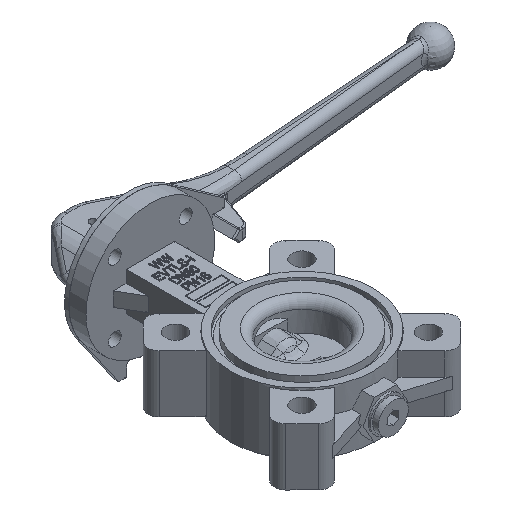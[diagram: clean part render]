
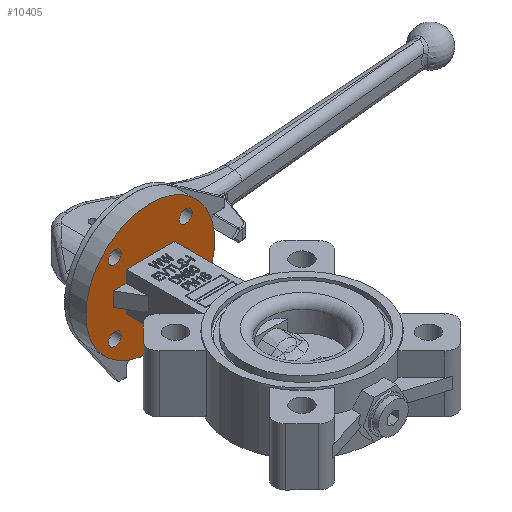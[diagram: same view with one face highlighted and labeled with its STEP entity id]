
A CAD part, isometric view. The second image highlights one B-rep face of the part: STEP entity #10405.
In plain terms, the highlighted planar face has unit normal (0, -1, 0).
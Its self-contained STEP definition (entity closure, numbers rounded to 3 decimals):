
#130=FACE_BOUND('',#1836,.T.);
#131=FACE_BOUND('',#1837,.T.);
#132=FACE_BOUND('',#1838,.T.);
#133=FACE_BOUND('',#1839,.T.);
#134=FACE_BOUND('',#1840,.T.);
#328=PLANE('',#11301);
#1205=FACE_OUTER_BOUND('',#1835,.T.);
#1835=EDGE_LOOP('',(#8374));
#1836=EDGE_LOOP('',(#8375,#8376,#8377,#8378,#8379,#8380,#8381,#8382,#8383,
#8384,#8385,#8386));
#1837=EDGE_LOOP('',(#8387));
#1838=EDGE_LOOP('',(#8388));
#1839=EDGE_LOOP('',(#8389));
#1840=EDGE_LOOP('',(#8390));
#2509=LINE('',#18679,#3410);
#2673=LINE('',#19840,#3574);
#2674=LINE('',#19842,#3575);
#2675=LINE('',#19844,#3576);
#2676=LINE('',#19846,#3577);
#2677=LINE('',#19848,#3578);
#2678=LINE('',#19850,#3579);
#2679=LINE('',#19852,#3580);
#2680=LINE('',#19854,#3581);
#2681=LINE('',#19856,#3582);
#2682=LINE('',#19857,#3583);
#2683=LINE('',#19858,#3584);
#3410=VECTOR('',#12904,1000.);
#3574=VECTOR('',#13106,1000.);
#3575=VECTOR('',#13107,1000.);
#3576=VECTOR('',#13108,1000.);
#3577=VECTOR('',#13109,1000.);
#3578=VECTOR('',#13110,1000.);
#3579=VECTOR('',#13111,1000.);
#3580=VECTOR('',#13112,1000.);
#3581=VECTOR('',#13113,1000.);
#3582=VECTOR('',#13114,1000.);
#3583=VECTOR('',#13115,1000.);
#3584=VECTOR('',#13116,1000.);
#4269=CIRCLE('',#11194,4.5);
#4271=CIRCLE('',#11197,4.5);
#4273=CIRCLE('',#11200,4.5);
#4275=CIRCLE('',#11203,4.5);
#4278=CIRCLE('',#11207,45.);
#4774=VERTEX_POINT('',#18395);
#4776=VERTEX_POINT('',#18401);
#4778=VERTEX_POINT('',#18407);
#4780=VERTEX_POINT('',#18413);
#4783=VERTEX_POINT('',#18421);
#4866=VERTEX_POINT('',#18676);
#4867=VERTEX_POINT('',#18678);
#5081=VERTEX_POINT('',#19838);
#5082=VERTEX_POINT('',#19839);
#5083=VERTEX_POINT('',#19841);
#5084=VERTEX_POINT('',#19843);
#5085=VERTEX_POINT('',#19845);
#5086=VERTEX_POINT('',#19847);
#5087=VERTEX_POINT('',#19849);
#5088=VERTEX_POINT('',#19851);
#5089=VERTEX_POINT('',#19853);
#5090=VERTEX_POINT('',#19855);
#5960=EDGE_CURVE('',#4774,#4774,#4269,.T.);
#5963=EDGE_CURVE('',#4776,#4776,#4271,.T.);
#5966=EDGE_CURVE('',#4778,#4778,#4273,.T.);
#5969=EDGE_CURVE('',#4780,#4780,#4275,.T.);
#5974=EDGE_CURVE('',#4783,#4783,#4278,.T.);
#6082=EDGE_CURVE('',#4866,#4867,#2509,.T.);
#6309=EDGE_CURVE('',#5081,#5082,#2673,.T.);
#6310=EDGE_CURVE('',#5081,#5083,#2674,.T.);
#6311=EDGE_CURVE('',#5083,#5084,#2675,.T.);
#6312=EDGE_CURVE('',#5084,#5085,#2676,.T.);
#6313=EDGE_CURVE('',#5086,#5085,#2677,.T.);
#6314=EDGE_CURVE('',#5087,#5086,#2678,.T.);
#6315=EDGE_CURVE('',#5087,#5088,#2679,.T.);
#6316=EDGE_CURVE('',#5089,#5088,#2680,.T.);
#6317=EDGE_CURVE('',#5090,#5089,#2681,.T.);
#6318=EDGE_CURVE('',#4867,#5090,#2682,.T.);
#6319=EDGE_CURVE('',#4866,#5082,#2683,.T.);
#8374=ORIENTED_EDGE('',*,*,#5974,.F.);
#8375=ORIENTED_EDGE('',*,*,#6309,.F.);
#8376=ORIENTED_EDGE('',*,*,#6310,.T.);
#8377=ORIENTED_EDGE('',*,*,#6311,.T.);
#8378=ORIENTED_EDGE('',*,*,#6312,.T.);
#8379=ORIENTED_EDGE('',*,*,#6313,.F.);
#8380=ORIENTED_EDGE('',*,*,#6314,.F.);
#8381=ORIENTED_EDGE('',*,*,#6315,.T.);
#8382=ORIENTED_EDGE('',*,*,#6316,.F.);
#8383=ORIENTED_EDGE('',*,*,#6317,.F.);
#8384=ORIENTED_EDGE('',*,*,#6318,.F.);
#8385=ORIENTED_EDGE('',*,*,#6082,.F.);
#8386=ORIENTED_EDGE('',*,*,#6319,.T.);
#8387=ORIENTED_EDGE('',*,*,#5960,.T.);
#8388=ORIENTED_EDGE('',*,*,#5963,.T.);
#8389=ORIENTED_EDGE('',*,*,#5966,.T.);
#8390=ORIENTED_EDGE('',*,*,#5969,.T.);
#10405=ADVANCED_FACE('',(#1205,#130,#131,#132,#133,#134),#328,.F.);
#11194=AXIS2_PLACEMENT_3D('',#18396,#12681,#12682);
#11197=AXIS2_PLACEMENT_3D('',#18402,#12688,#12689);
#11200=AXIS2_PLACEMENT_3D('',#18408,#12695,#12696);
#11203=AXIS2_PLACEMENT_3D('',#18414,#12702,#12703);
#11207=AXIS2_PLACEMENT_3D('',#18423,#12712,#12713);
#11301=AXIS2_PLACEMENT_3D('',#19837,#13104,#13105);
#12681=DIRECTION('center_axis',(0.,1.,0.));
#12682=DIRECTION('ref_axis',(0.,0.,1.));
#12688=DIRECTION('center_axis',(0.,1.,0.));
#12689=DIRECTION('ref_axis',(0.,0.,1.));
#12695=DIRECTION('center_axis',(0.,1.,0.));
#12696=DIRECTION('ref_axis',(0.,0.,1.));
#12702=DIRECTION('center_axis',(0.,1.,0.));
#12703=DIRECTION('ref_axis',(0.,0.,1.));
#12712=DIRECTION('center_axis',(0.,1.,0.));
#12713=DIRECTION('ref_axis',(0.,0.,1.));
#12904=DIRECTION('',(-1.,0.,0.));
#13104=DIRECTION('center_axis',(0.,1.,0.));
#13105=DIRECTION('ref_axis',(0.,0.,1.));
#13106=DIRECTION('',(-1.,0.,0.));
#13107=DIRECTION('',(0.,0.,-1.));
#13108=DIRECTION('',(-1.,0.,0.));
#13109=DIRECTION('',(0.,0.,-1.));
#13110=DIRECTION('',(1.,0.,0.));
#13111=DIRECTION('',(0.,0.,-1.));
#13112=DIRECTION('',(-1.,0.,0.));
#13113=DIRECTION('',(0.,0.,-1.));
#13114=DIRECTION('',(-1.,0.,0.));
#13115=DIRECTION('',(0.,0.,-1.));
#13116=DIRECTION('',(0.,0.,-1.));
#18395=CARTESIAN_POINT('',(-24.749,106.,-29.249));
#18396=CARTESIAN_POINT('Origin',(-24.749,106.,-24.749));
#18401=CARTESIAN_POINT('',(-24.749,106.,20.249));
#18402=CARTESIAN_POINT('Origin',(-24.749,106.,24.749));
#18407=CARTESIAN_POINT('',(24.749,106.,20.249));
#18408=CARTESIAN_POINT('Origin',(24.749,106.,24.749));
#18413=CARTESIAN_POINT('',(24.749,106.,-29.249));
#18414=CARTESIAN_POINT('Origin',(24.749,106.,-24.749));
#18421=CARTESIAN_POINT('',(0.,106.,-45.));
#18423=CARTESIAN_POINT('Origin',(0.,106.,0.));
#18676=CARTESIAN_POINT('',(17.,106.,13.5));
#18678=CARTESIAN_POINT('',(-17.,106.,13.5));
#18679=CARTESIAN_POINT('',(7.794,106.,13.5));
#19837=CARTESIAN_POINT('Origin',(0.,106.,0.));
#19838=CARTESIAN_POINT('',(26.,106.,5.));
#19839=CARTESIAN_POINT('',(17.,106.,5.));
#19840=CARTESIAN_POINT('',(-26.,106.,5.));
#19841=CARTESIAN_POINT('',(26.,106.,-5.));
#19842=CARTESIAN_POINT('',(26.,106.,5.));
#19843=CARTESIAN_POINT('',(17.,106.,-5.));
#19844=CARTESIAN_POINT('',(-26.,106.,-5.));
#19845=CARTESIAN_POINT('',(17.,106.,-13.5));
#19846=CARTESIAN_POINT('',(17.,106.,13.5));
#19847=CARTESIAN_POINT('',(-17.,106.,-13.5));
#19848=CARTESIAN_POINT('',(-7.794,106.,-13.5));
#19849=CARTESIAN_POINT('',(-17.,106.,-5.));
#19850=CARTESIAN_POINT('',(-17.,106.,13.5));
#19851=CARTESIAN_POINT('',(-26.,106.,-5.));
#19852=CARTESIAN_POINT('',(-26.,106.,-5.));
#19853=CARTESIAN_POINT('',(-26.,106.,5.));
#19854=CARTESIAN_POINT('',(-26.,106.,5.));
#19855=CARTESIAN_POINT('',(-17.,106.,5.));
#19856=CARTESIAN_POINT('',(-26.,106.,5.));
#19857=CARTESIAN_POINT('',(-17.,106.,13.5));
#19858=CARTESIAN_POINT('',(17.,106.,13.5));
